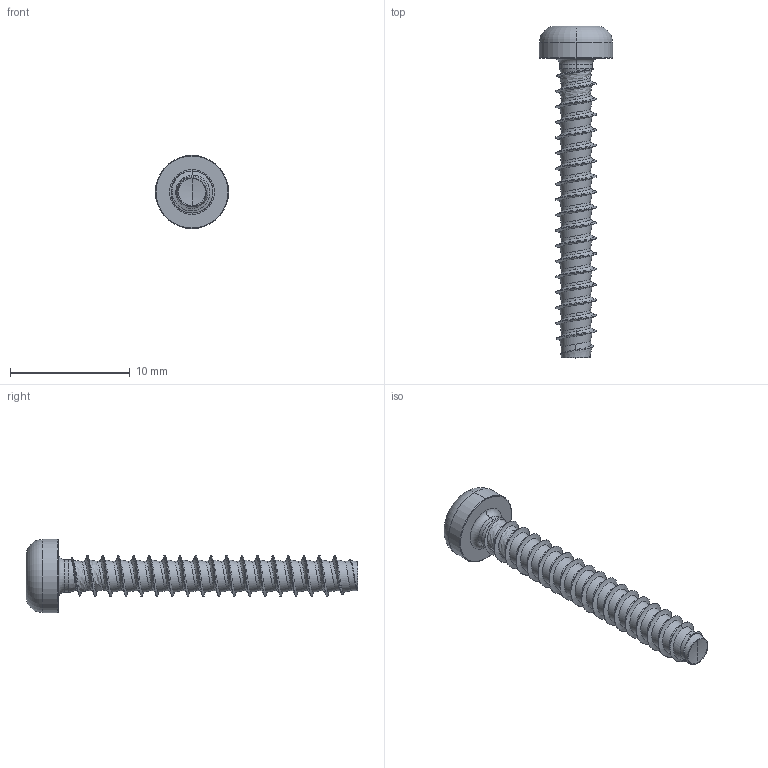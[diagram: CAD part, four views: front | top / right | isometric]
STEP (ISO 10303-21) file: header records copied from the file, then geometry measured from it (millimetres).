
FILE_DESCRIPTION (( 'STEP AP203' ), '1' );
FILE_NAME ('STP420350250.STEP', '2017-08-16T14:54:42', ( '' ), ( '' ), 'SwSTEP 2.0', 'SolidWorks 2015', '' );
FILE_SCHEMA (( 'CONFIG_CONTROL_DESIGN' ));
Length unit declared in the file: millimetre
Products named in the file (1): STP420350250
Bounding box: 6.1 x 27.69 x 6.1 mm (x, y, z)
Volume: 201.7 mm3; surface area: 436.8 mm2
Topology: 1 solids, 1 shells, 126 faces, 317 edges, 195 vertices
Faces by surface type: cylinder 65, bspline 35, cone 11, torus 10, plane 3, sphere 2
Entity records: 32602 total; most frequent: CARTESIAN_POINT 29963, ORIENTED_EDGE 634, DIRECTION 406, EDGE_CURVE 317, VERTEX_POINT 195, AXIS2_PLACEMENT_3D 163, B_SPLINE_CURVE_WITH_KNOTS 129, EDGE_LOOP 128
